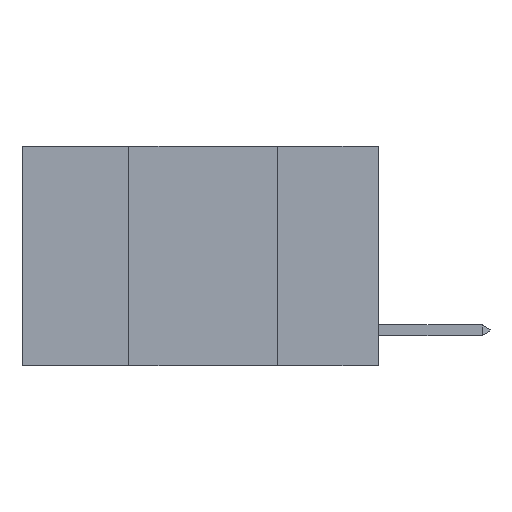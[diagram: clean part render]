
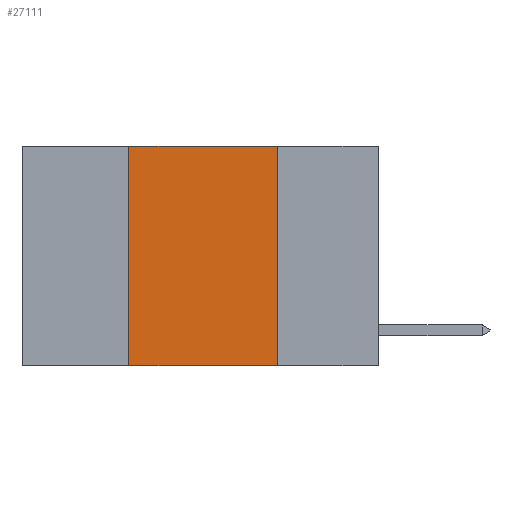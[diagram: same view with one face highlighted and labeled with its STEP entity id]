
A CAD part, left-side view. The second image highlights one B-rep face of the part: STEP entity #27111.
In plain terms, the highlighted planar face has unit normal (-1, 0, 0).
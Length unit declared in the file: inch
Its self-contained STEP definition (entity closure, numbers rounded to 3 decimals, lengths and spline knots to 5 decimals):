
#1863 = CARTESIAN_POINT ( 'NONE',  ( 0., 0.17, -0.37 ) ) ;
#2164 = VERTEX_POINT ( 'NONE', #26432 ) ;
#3119 = CARTESIAN_POINT ( 'NONE',  ( 0., 0.6, 0. ) ) ;
#3568 = DIRECTION ( 'NONE',  ( 0., -1., 0. ) ) ;
#4836 = DIRECTION ( 'NONE',  ( 0., 0., -1. ) ) ;
#6049 = LINE ( 'NONE', #3119, #30148 ) ;
#6477 = CARTESIAN_POINT ( 'NONE',  ( 0., 0.6, 0. ) ) ;
#7117 = EDGE_CURVE ( 'NONE', #2164, #18455, #14047, .T. ) ;
#7156 = CARTESIAN_POINT ( 'NONE',  ( 0., 0.17, 0. ) ) ;
#8500 = DIRECTION ( 'NONE',  ( 0., 0., -1. ) ) ;
#8636 = ORIENTED_EDGE ( 'NONE', *, *, #23176, .F. ) ;
#8979 = EDGE_CURVE ( 'NONE', #2164, #24945, #12610, .T. ) ;
#10824 = PLANE ( 'NONE',  #23514 ) ;
#11222 = EDGE_LOOP ( 'NONE', ( #8636, #26260, #13166, #11426 ) ) ;
#11426 = ORIENTED_EDGE ( 'NONE', *, *, #7117, .T. ) ;
#11507 = CARTESIAN_POINT ( 'NONE',  ( 0., 0.17, 0. ) ) ;
#11725 = DIRECTION ( 'NONE',  ( 0., -1., 0. ) ) ;
#12610 = LINE ( 'NONE', #22082, #13026 ) ;
#13026 = VECTOR ( 'NONE', #29165, 39.37008 ) ;
#13166 = ORIENTED_EDGE ( 'NONE', *, *, #8979, .F. ) ;
#13439 = VERTEX_POINT ( 'NONE', #11507 ) ;
#13536 = CARTESIAN_POINT ( 'NONE',  ( 0., 0.42, 0. ) ) ;
#14047 = LINE ( 'NONE', #16543, #19267 ) ;
#16543 = CARTESIAN_POINT ( 'NONE',  ( 0., 0.6, -0.37 ) ) ;
#18455 = VERTEX_POINT ( 'NONE', #1863 ) ;
#19137 = EDGE_CURVE ( 'NONE', #24945, #13439, #6049, .T. ) ;
#19267 = VECTOR ( 'NONE', #11725, 39.37008 ) ;
#22082 = CARTESIAN_POINT ( 'NONE',  ( 0., 0.42, 0. ) ) ;
#22634 = FACE_OUTER_BOUND ( 'NONE', #11222, .T. ) ;
#23176 = EDGE_CURVE ( 'NONE', #13439, #18455, #23910, .T. ) ;
#23407 = VECTOR ( 'NONE', #4836, 39.37008 ) ;
#23514 = AXIS2_PLACEMENT_3D ( 'NONE', #6477, #29719, #8500 ) ;
#23910 = LINE ( 'NONE', #7156, #23407 ) ;
#24945 = VERTEX_POINT ( 'NONE', #13536 ) ;
#26260 = ORIENTED_EDGE ( 'NONE', *, *, #19137, .F. ) ;
#26432 = CARTESIAN_POINT ( 'NONE',  ( 0., 0.42, -0.37 ) ) ;
#27111 = ADVANCED_FACE ( 'NONE', ( #22634 ), #10824, .F. ) ;
#29165 = DIRECTION ( 'NONE',  ( 0., 0., 1. ) ) ;
#29719 = DIRECTION ( 'NONE',  ( 1., 0., 0. ) ) ;
#30148 = VECTOR ( 'NONE', #3568, 39.37008 ) ;
